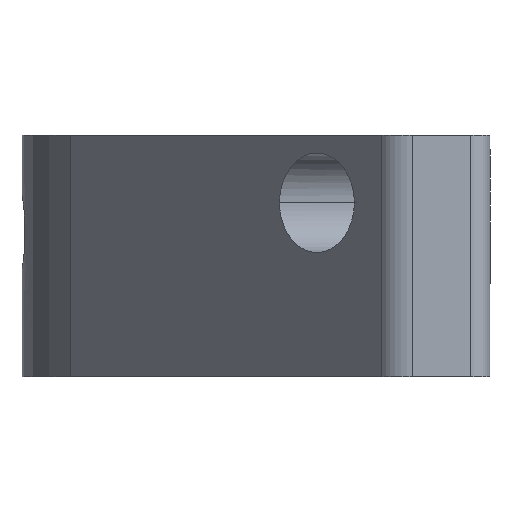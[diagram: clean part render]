
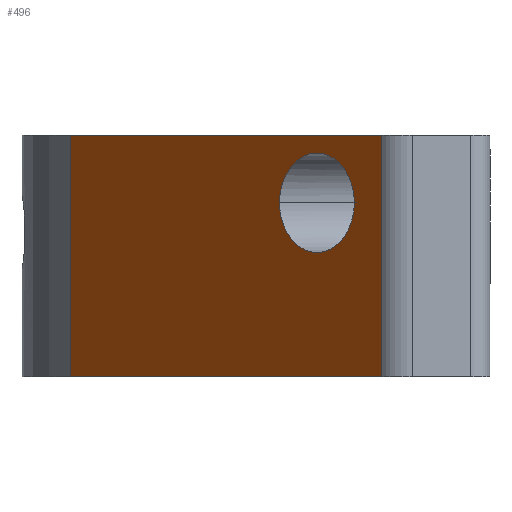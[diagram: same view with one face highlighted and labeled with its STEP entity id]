
A CAD part, left-side view. The second image highlights one B-rep face of the part: STEP entity #496.
In plain terms, the highlighted planar face has unit normal (-0.6, 0.8, 0).
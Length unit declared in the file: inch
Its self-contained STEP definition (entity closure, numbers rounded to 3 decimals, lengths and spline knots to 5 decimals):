
#12 = VERTEX_POINT ( 'NONE', #395 ) ;
#13 = CARTESIAN_POINT ( 'NONE',  ( -0.08966, 1.08362, 0.625 ) ) ;
#43 = VERTEX_POINT ( 'NONE', #337 ) ;
#59 = CARTESIAN_POINT ( 'NONE',  ( -0.809, 0.54355, 0.45 ) ) ;
#86 = LINE ( 'NONE', #230, #960 ) ;
#92 = VERTEX_POINT ( 'NONE', #13 ) ;
#104 = VERTEX_POINT ( 'NONE', #573 ) ;
#114 = VERTEX_POINT ( 'NONE', #808 ) ;
#120 =( BOUNDED_CURVE ( )  B_SPLINE_CURVE ( 3, ( #59, #579, #576, #815 ),
 .UNSPECIFIED., .F., .T. ) 
 B_SPLINE_CURVE_WITH_KNOTS ( ( 4, 4 ),
 ( 3.14159, 6.28319 ),
 .UNSPECIFIED. ) 
 CURVE ( )  GEOMETRIC_REPRESENTATION_ITEM ( )  RATIONAL_B_SPLINE_CURVE ( ( 1., 0.333, 0.333, 1. ) ) 
 REPRESENTATION_ITEM ( '' )  );
#132 = DIRECTION ( 'NONE',  ( 0.8, 0.6, 0. ) ) ;
#134 = DIRECTION ( 'NONE',  ( 0., 0., -1. ) ) ;
#165 = ORIENTED_EDGE ( 'NONE', *, *, #742, .T. ) ;
#208 = DIRECTION ( 'NONE',  ( -0.8, -0.6, 0. ) ) ;
#211 = PLANE ( 'NONE',  #724 ) ;
#230 = CARTESIAN_POINT ( 'NONE',  ( -1.2, 0.25, 0. ) ) ;
#277 = EDGE_CURVE ( 'NONE', #114, #43, #888, .T. ) ;
#280 = CARTESIAN_POINT ( 'NONE',  ( -1.066, 0.3506, 0.193 ) ) ;
#291 = LINE ( 'NONE', #813, #953 ) ;
#292 = EDGE_CURVE ( 'NONE', #92, #104, #349, .T. ) ;
#311 = VECTOR ( 'NONE', #896, 39.37008 ) ;
#332 = EDGE_LOOP ( 'NONE', ( #578, #696, #937, #872 ) ) ;
#337 = CARTESIAN_POINT ( 'NONE',  ( -0.809, 0.54355, 0.45 ) ) ;
#349 = LINE ( 'NONE', #590, #892 ) ;
#357 = EDGE_CURVE ( 'NONE', #92, #824, #291, .T. ) ;
#395 = CARTESIAN_POINT ( 'NONE',  ( -1.16004, 0.28, 0. ) ) ;
#453 = DIRECTION ( 'NONE',  ( -0.8, -0.6, 0. ) ) ;
#496 = ADVANCED_FACE ( 'NONE', ( #577, #882 ), #211, .F. ) ;
#505 = CARTESIAN_POINT ( 'NONE',  ( -1.2, 0.25, 0.625 ) ) ;
#513 = CARTESIAN_POINT ( 'NONE',  ( -0.809, 0.54355, 0.45 ) ) ;
#537 = LINE ( 'NONE', #591, #311 ) ;
#573 = CARTESIAN_POINT ( 'NONE',  ( -1.16004, 0.28, 0.625 ) ) ;
#576 = CARTESIAN_POINT ( 'NONE',  ( -1.066, 0.3506, 0.707 ) ) ;
#577 = FACE_BOUND ( 'NONE', #792, .T. ) ;
#578 = ORIENTED_EDGE ( 'NONE', *, *, #862, .T. ) ;
#579 = CARTESIAN_POINT ( 'NONE',  ( -0.809, 0.54355, 0.707 ) ) ;
#590 = CARTESIAN_POINT ( 'NONE',  ( -1.2, 0.25, 0.625 ) ) ;
#591 = CARTESIAN_POINT ( 'NONE',  ( -1.16004, 0.28, 0.625 ) ) ;
#696 = ORIENTED_EDGE ( 'NONE', *, *, #964, .T. ) ;
#724 = AXIS2_PLACEMENT_3D ( 'NONE', #505, #812, #132 ) ;
#742 = EDGE_CURVE ( 'NONE', #43, #114, #120, .T. ) ;
#749 = CARTESIAN_POINT ( 'NONE',  ( -0.08966, 1.08362, 0. ) ) ;
#792 = EDGE_LOOP ( 'NONE', ( #165, #932 ) ) ;
#808 = CARTESIAN_POINT ( 'NONE',  ( -1.066, 0.3506, 0.45 ) ) ;
#812 = DIRECTION ( 'NONE',  ( 0.6, -0.8, 0. ) ) ;
#813 = CARTESIAN_POINT ( 'NONE',  ( -0.08966, 1.08362, 0.625 ) ) ;
#815 = CARTESIAN_POINT ( 'NONE',  ( -1.066, 0.3506, 0.45 ) ) ;
#824 = VERTEX_POINT ( 'NONE', #749 ) ;
#862 = EDGE_CURVE ( 'NONE', #824, #12, #86, .T. ) ;
#872 = ORIENTED_EDGE ( 'NONE', *, *, #357, .T. ) ;
#882 = FACE_OUTER_BOUND ( 'NONE', #332, .T. ) ;
#888 =( BOUNDED_CURVE ( )  B_SPLINE_CURVE ( 3, ( #940, #280, #965, #513 ),
 .UNSPECIFIED., .F., .T. ) 
 B_SPLINE_CURVE_WITH_KNOTS ( ( 4, 4 ),
 ( 0., 3.14159 ),
 .UNSPECIFIED. ) 
 CURVE ( )  GEOMETRIC_REPRESENTATION_ITEM ( )  RATIONAL_B_SPLINE_CURVE ( ( 1., 0.333, 0.333, 1. ) ) 
 REPRESENTATION_ITEM ( '' )  );
#892 = VECTOR ( 'NONE', #208, 39.37008 ) ;
#896 = DIRECTION ( 'NONE',  ( 0., 0., 1. ) ) ;
#932 = ORIENTED_EDGE ( 'NONE', *, *, #277, .T. ) ;
#937 = ORIENTED_EDGE ( 'NONE', *, *, #292, .F. ) ;
#940 = CARTESIAN_POINT ( 'NONE',  ( -1.066, 0.3506, 0.45 ) ) ;
#953 = VECTOR ( 'NONE', #134, 39.37008 ) ;
#960 = VECTOR ( 'NONE', #453, 39.37008 ) ;
#964 = EDGE_CURVE ( 'NONE', #12, #104, #537, .T. ) ;
#965 = CARTESIAN_POINT ( 'NONE',  ( -0.809, 0.54355, 0.193 ) ) ;
